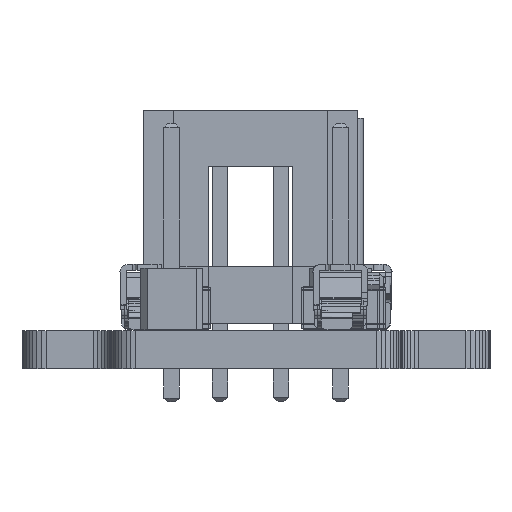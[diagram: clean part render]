
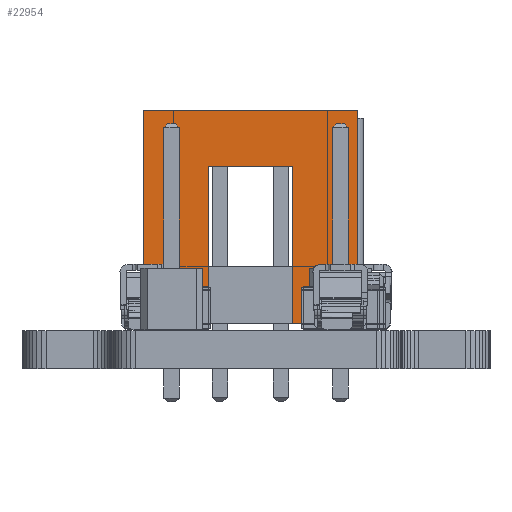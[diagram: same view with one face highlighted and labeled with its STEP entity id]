
A CAD part, left-side view. The second image highlights one B-rep face of the part: STEP entity #22954.
In plain terms, the highlighted face is planar.
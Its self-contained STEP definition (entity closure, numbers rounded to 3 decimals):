
#22098 = PLANE('',#22099);
#22099 = AXIS2_PLACEMENT_3D('',#22100,#22101,#22102);
#22100 = CARTESIAN_POINT('',(-3.155,-11.43,4.675));
#22101 = DIRECTION('',(-1.,0.,0.));
#22102 = DIRECTION('',(0.,0.,-1.));
#22123 = VERTEX_POINT('',#22124);
#22124 = CARTESIAN_POINT('',(-3.155,-27.96,0.25));
#22138 = PLANE('',#22139);
#22139 = AXIS2_PLACEMENT_3D('',#22140,#22141,#22142);
#22140 = CARTESIAN_POINT('',(1.304,-11.43,0.25));
#22141 = DIRECTION('',(-0.,-0.,-1.));
#22142 = DIRECTION('',(-1.,0.,0.));
#22150 = EDGE_CURVE('',#22123,#22151,#22153,.T.);
#22151 = VERTEX_POINT('',#22152);
#22152 = CARTESIAN_POINT('',(-3.155,-27.96,9.1));
#22153 = SURFACE_CURVE('',#22154,(#22158,#22165),.PCURVE_S1.);
#22154 = LINE('',#22155,#22156);
#22155 = CARTESIAN_POINT('',(-3.155,-27.96,2.6));
#22156 = VECTOR('',#22157,1.);
#22157 = DIRECTION('',(0.,0.,1.));
#22158 = PCURVE('',#22098,#22159);
#22159 = DEFINITIONAL_REPRESENTATION('',(#22160),#22164);
#22160 = LINE('',#22161,#22162);
#22161 = CARTESIAN_POINT('',(2.075,16.53));
#22162 = VECTOR('',#22163,1.);
#22163 = DIRECTION('',(-1.,0.));
#22164 = ( GEOMETRIC_REPRESENTATION_CONTEXT(2) 
PARAMETRIC_REPRESENTATION_CONTEXT() REPRESENTATION_CONTEXT('2D SPACE',''
  ) );
#22165 = PCURVE('',#22166,#22171);
#22166 = PLANE('',#22167);
#22167 = AXIS2_PLACEMENT_3D('',#22168,#22169,#22170);
#22168 = CARTESIAN_POINT('',(1.27,-27.96,4.675));
#22169 = DIRECTION('',(-0.,-1.,0.));
#22170 = DIRECTION('',(0.,0.,-1.));
#22171 = DEFINITIONAL_REPRESENTATION('',(#22172),#22176);
#22172 = LINE('',#22173,#22174);
#22173 = CARTESIAN_POINT('',(2.075,-4.425));
#22174 = VECTOR('',#22175,1.);
#22175 = DIRECTION('',(-1.,0.));
#22176 = ( GEOMETRIC_REPRESENTATION_CONTEXT(2) 
PARAMETRIC_REPRESENTATION_CONTEXT() REPRESENTATION_CONTEXT('2D SPACE',''
  ) );
#22194 = PLANE('',#22195);
#22195 = AXIS2_PLACEMENT_3D('',#22196,#22197,#22198);
#22196 = CARTESIAN_POINT('',(1.27,-11.43,9.1));
#22197 = DIRECTION('',(0.,0.,1.));
#22198 = DIRECTION('',(1.,0.,-0.));
#22332 = PLANE('',#22333);
#22333 = AXIS2_PLACEMENT_3D('',#22334,#22335,#22336);
#22334 = CARTESIAN_POINT('',(5.695,-11.43,4.675));
#22335 = DIRECTION('',(1.,0.,0.));
#22336 = DIRECTION('',(0.,0.,1.));
#22498 = EDGE_CURVE('',#22151,#22499,#22501,.T.);
#22499 = VERTEX_POINT('',#22500);
#22500 = CARTESIAN_POINT('',(5.695,-27.96,9.1));
#22501 = SURFACE_CURVE('',#22502,(#22506,#22513),.PCURVE_S1.);
#22502 = LINE('',#22503,#22504);
#22503 = CARTESIAN_POINT('',(-3.155,-27.96,9.1));
#22504 = VECTOR('',#22505,1.);
#22505 = DIRECTION('',(1.,0.,0.));
#22506 = PCURVE('',#22194,#22507);
#22507 = DEFINITIONAL_REPRESENTATION('',(#22508),#22512);
#22508 = LINE('',#22509,#22510);
#22509 = CARTESIAN_POINT('',(-4.425,-16.53));
#22510 = VECTOR('',#22511,1.);
#22511 = DIRECTION('',(1.,0.));
#22512 = ( GEOMETRIC_REPRESENTATION_CONTEXT(2) 
PARAMETRIC_REPRESENTATION_CONTEXT() REPRESENTATION_CONTEXT('2D SPACE',''
  ) );
#22513 = PCURVE('',#22166,#22514);
#22514 = DEFINITIONAL_REPRESENTATION('',(#22515),#22519);
#22515 = LINE('',#22516,#22517);
#22516 = CARTESIAN_POINT('',(-4.425,-4.425));
#22517 = VECTOR('',#22518,1.);
#22518 = DIRECTION('',(0.,1.));
#22519 = ( GEOMETRIC_REPRESENTATION_CONTEXT(2) 
PARAMETRIC_REPRESENTATION_CONTEXT() REPRESENTATION_CONTEXT('2D SPACE',''
  ) );
#22954 = ADVANCED_FACE('',(#22955),#22166,.T.);
#22955 = FACE_BOUND('',#22956,.T.);
#22956 = EDGE_LOOP('',(#22957,#22958,#22981,#23009,#23037,#23065,#23088,
    #23109));
#22957 = ORIENTED_EDGE('',*,*,#22150,.F.);
#22958 = ORIENTED_EDGE('',*,*,#22959,.T.);
#22959 = EDGE_CURVE('',#22123,#22960,#22962,.T.);
#22960 = VERTEX_POINT('',#22961);
#22961 = CARTESIAN_POINT('',(-0.48,-27.96,0.25));
#22962 = SURFACE_CURVE('',#22963,(#22967,#22974),.PCURVE_S1.);
#22963 = LINE('',#22964,#22965);
#22964 = CARTESIAN_POINT('',(-3.155,-27.96,0.25));
#22965 = VECTOR('',#22966,1.);
#22966 = DIRECTION('',(1.,0.,0.));
#22967 = PCURVE('',#22166,#22968);
#22968 = DEFINITIONAL_REPRESENTATION('',(#22969),#22973);
#22969 = LINE('',#22970,#22971);
#22970 = CARTESIAN_POINT('',(4.425,-4.425));
#22971 = VECTOR('',#22972,1.);
#22972 = DIRECTION('',(0.,1.));
#22973 = ( GEOMETRIC_REPRESENTATION_CONTEXT(2) 
PARAMETRIC_REPRESENTATION_CONTEXT() REPRESENTATION_CONTEXT('2D SPACE',''
  ) );
#22974 = PCURVE('',#22138,#22975);
#22975 = DEFINITIONAL_REPRESENTATION('',(#22976),#22980);
#22976 = LINE('',#22977,#22978);
#22977 = CARTESIAN_POINT('',(4.459,-16.53));
#22978 = VECTOR('',#22979,1.);
#22979 = DIRECTION('',(-1.,0.));
#22980 = ( GEOMETRIC_REPRESENTATION_CONTEXT(2) 
PARAMETRIC_REPRESENTATION_CONTEXT() REPRESENTATION_CONTEXT('2D SPACE',''
  ) );
#22981 = ORIENTED_EDGE('',*,*,#22982,.T.);
#22982 = EDGE_CURVE('',#22960,#22983,#22985,.T.);
#22983 = VERTEX_POINT('',#22984);
#22984 = CARTESIAN_POINT('',(-0.48,-27.96,6.75));
#22985 = SURFACE_CURVE('',#22986,(#22990,#22997),.PCURVE_S1.);
#22986 = LINE('',#22987,#22988);
#22987 = CARTESIAN_POINT('',(-0.48,-27.96,2.463));
#22988 = VECTOR('',#22989,1.);
#22989 = DIRECTION('',(0.,0.,1.));
#22990 = PCURVE('',#22166,#22991);
#22991 = DEFINITIONAL_REPRESENTATION('',(#22992),#22996);
#22992 = LINE('',#22993,#22994);
#22993 = CARTESIAN_POINT('',(2.213,-1.75));
#22994 = VECTOR('',#22995,1.);
#22995 = DIRECTION('',(-1.,0.));
#22996 = ( GEOMETRIC_REPRESENTATION_CONTEXT(2) 
PARAMETRIC_REPRESENTATION_CONTEXT() REPRESENTATION_CONTEXT('2D SPACE',''
  ) );
#22997 = PCURVE('',#22998,#23003);
#22998 = PLANE('',#22999);
#22999 = AXIS2_PLACEMENT_3D('',#23000,#23001,#23002);
#23000 = CARTESIAN_POINT('',(-0.48,-26.71,0.25));
#23001 = DIRECTION('',(1.,0.,0.));
#23002 = DIRECTION('',(0.,-1.,0.));
#23003 = DEFINITIONAL_REPRESENTATION('',(#23004),#23008);
#23004 = LINE('',#23005,#23006);
#23005 = CARTESIAN_POINT('',(1.25,-2.213));
#23006 = VECTOR('',#23007,1.);
#23007 = DIRECTION('',(0.,-1.));
#23008 = ( GEOMETRIC_REPRESENTATION_CONTEXT(2) 
PARAMETRIC_REPRESENTATION_CONTEXT() REPRESENTATION_CONTEXT('2D SPACE',''
  ) );
#23009 = ORIENTED_EDGE('',*,*,#23010,.F.);
#23010 = EDGE_CURVE('',#23011,#22983,#23013,.T.);
#23011 = VERTEX_POINT('',#23012);
#23012 = CARTESIAN_POINT('',(3.02,-27.96,6.75));
#23013 = SURFACE_CURVE('',#23014,(#23018,#23025),.PCURVE_S1.);
#23014 = LINE('',#23015,#23016);
#23015 = CARTESIAN_POINT('',(1.27,-27.96,6.75));
#23016 = VECTOR('',#23017,1.);
#23017 = DIRECTION('',(-1.,0.,0.));
#23018 = PCURVE('',#22166,#23019);
#23019 = DEFINITIONAL_REPRESENTATION('',(#23020),#23024);
#23020 = LINE('',#23021,#23022);
#23021 = CARTESIAN_POINT('',(-2.075,0.));
#23022 = VECTOR('',#23023,1.);
#23023 = DIRECTION('',(0.,-1.));
#23024 = ( GEOMETRIC_REPRESENTATION_CONTEXT(2) 
PARAMETRIC_REPRESENTATION_CONTEXT() REPRESENTATION_CONTEXT('2D SPACE',''
  ) );
#23025 = PCURVE('',#23026,#23031);
#23026 = PLANE('',#23027);
#23027 = AXIS2_PLACEMENT_3D('',#23028,#23029,#23030);
#23028 = CARTESIAN_POINT('',(1.27,-27.96,6.75));
#23029 = DIRECTION('',(0.,0.,1.));
#23030 = DIRECTION('',(1.,0.,-0.));
#23031 = DEFINITIONAL_REPRESENTATION('',(#23032),#23036);
#23032 = LINE('',#23033,#23034);
#23033 = CARTESIAN_POINT('',(0.,0.));
#23034 = VECTOR('',#23035,1.);
#23035 = DIRECTION('',(-1.,0.));
#23036 = ( GEOMETRIC_REPRESENTATION_CONTEXT(2) 
PARAMETRIC_REPRESENTATION_CONTEXT() REPRESENTATION_CONTEXT('2D SPACE',''
  ) );
#23037 = ORIENTED_EDGE('',*,*,#23038,.T.);
#23038 = EDGE_CURVE('',#23011,#23039,#23041,.T.);
#23039 = VERTEX_POINT('',#23040);
#23040 = CARTESIAN_POINT('',(3.02,-27.96,0.25));
#23041 = SURFACE_CURVE('',#23042,(#23046,#23053),.PCURVE_S1.);
#23042 = LINE('',#23043,#23044);
#23043 = CARTESIAN_POINT('',(3.02,-27.96,2.463));
#23044 = VECTOR('',#23045,1.);
#23045 = DIRECTION('',(0.,0.,-1.));
#23046 = PCURVE('',#22166,#23047);
#23047 = DEFINITIONAL_REPRESENTATION('',(#23048),#23052);
#23048 = LINE('',#23049,#23050);
#23049 = CARTESIAN_POINT('',(2.213,1.75));
#23050 = VECTOR('',#23051,1.);
#23051 = DIRECTION('',(1.,0.));
#23052 = ( GEOMETRIC_REPRESENTATION_CONTEXT(2) 
PARAMETRIC_REPRESENTATION_CONTEXT() REPRESENTATION_CONTEXT('2D SPACE',''
  ) );
#23053 = PCURVE('',#23054,#23059);
#23054 = PLANE('',#23055);
#23055 = AXIS2_PLACEMENT_3D('',#23056,#23057,#23058);
#23056 = CARTESIAN_POINT('',(3.02,-29.21,0.25));
#23057 = DIRECTION('',(-1.,0.,0.));
#23058 = DIRECTION('',(0.,1.,0.));
#23059 = DEFINITIONAL_REPRESENTATION('',(#23060),#23064);
#23060 = LINE('',#23061,#23062);
#23061 = CARTESIAN_POINT('',(1.25,-2.213));
#23062 = VECTOR('',#23063,1.);
#23063 = DIRECTION('',(0.,1.));
#23064 = ( GEOMETRIC_REPRESENTATION_CONTEXT(2) 
PARAMETRIC_REPRESENTATION_CONTEXT() REPRESENTATION_CONTEXT('2D SPACE',''
  ) );
#23065 = ORIENTED_EDGE('',*,*,#23066,.T.);
#23066 = EDGE_CURVE('',#23039,#23067,#23069,.T.);
#23067 = VERTEX_POINT('',#23068);
#23068 = CARTESIAN_POINT('',(5.695,-27.96,0.25));
#23069 = SURFACE_CURVE('',#23070,(#23074,#23081),.PCURVE_S1.);
#23070 = LINE('',#23071,#23072);
#23071 = CARTESIAN_POINT('',(-3.155,-27.96,0.25));
#23072 = VECTOR('',#23073,1.);
#23073 = DIRECTION('',(1.,0.,0.));
#23074 = PCURVE('',#22166,#23075);
#23075 = DEFINITIONAL_REPRESENTATION('',(#23076),#23080);
#23076 = LINE('',#23077,#23078);
#23077 = CARTESIAN_POINT('',(4.425,-4.425));
#23078 = VECTOR('',#23079,1.);
#23079 = DIRECTION('',(0.,1.));
#23080 = ( GEOMETRIC_REPRESENTATION_CONTEXT(2) 
PARAMETRIC_REPRESENTATION_CONTEXT() REPRESENTATION_CONTEXT('2D SPACE',''
  ) );
#23081 = PCURVE('',#22138,#23082);
#23082 = DEFINITIONAL_REPRESENTATION('',(#23083),#23087);
#23083 = LINE('',#23084,#23085);
#23084 = CARTESIAN_POINT('',(4.459,-16.53));
#23085 = VECTOR('',#23086,1.);
#23086 = DIRECTION('',(-1.,0.));
#23087 = ( GEOMETRIC_REPRESENTATION_CONTEXT(2) 
PARAMETRIC_REPRESENTATION_CONTEXT() REPRESENTATION_CONTEXT('2D SPACE',''
  ) );
#23088 = ORIENTED_EDGE('',*,*,#23089,.T.);
#23089 = EDGE_CURVE('',#23067,#22499,#23090,.T.);
#23090 = SURFACE_CURVE('',#23091,(#23095,#23102),.PCURVE_S1.);
#23091 = LINE('',#23092,#23093);
#23092 = CARTESIAN_POINT('',(5.695,-27.96,0.25));
#23093 = VECTOR('',#23094,1.);
#23094 = DIRECTION('',(0.,0.,1.));
#23095 = PCURVE('',#22166,#23096);
#23096 = DEFINITIONAL_REPRESENTATION('',(#23097),#23101);
#23097 = LINE('',#23098,#23099);
#23098 = CARTESIAN_POINT('',(4.425,4.425));
#23099 = VECTOR('',#23100,1.);
#23100 = DIRECTION('',(-1.,0.));
#23101 = ( GEOMETRIC_REPRESENTATION_CONTEXT(2) 
PARAMETRIC_REPRESENTATION_CONTEXT() REPRESENTATION_CONTEXT('2D SPACE',''
  ) );
#23102 = PCURVE('',#22332,#23103);
#23103 = DEFINITIONAL_REPRESENTATION('',(#23104),#23108);
#23104 = LINE('',#23105,#23106);
#23105 = CARTESIAN_POINT('',(-4.425,16.53));
#23106 = VECTOR('',#23107,1.);
#23107 = DIRECTION('',(1.,0.));
#23108 = ( GEOMETRIC_REPRESENTATION_CONTEXT(2) 
PARAMETRIC_REPRESENTATION_CONTEXT() REPRESENTATION_CONTEXT('2D SPACE',''
  ) );
#23109 = ORIENTED_EDGE('',*,*,#22498,.F.);
